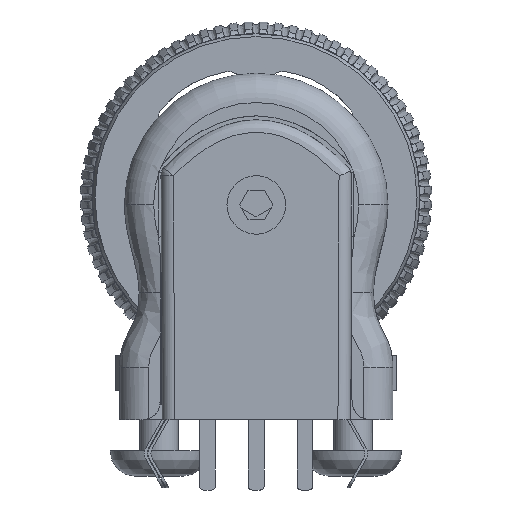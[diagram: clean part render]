
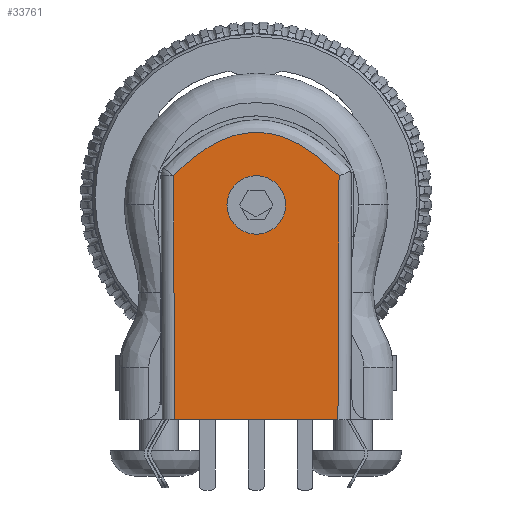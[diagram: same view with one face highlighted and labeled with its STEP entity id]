
A CAD part, left-side view. The second image highlights one B-rep face of the part: STEP entity #33761.
In plain terms, the highlighted planar face has unit normal (-1, 0, 0).
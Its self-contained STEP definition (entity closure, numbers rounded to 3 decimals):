
#33045=CARTESIAN_POINT('',(-8.983,-4.011,0.));
#33046=VERTEX_POINT('',#33045);
#33054=CARTESIAN_POINT('',(-8.983,4.357,0.));
#33055=VERTEX_POINT('',#33054);
#33056=CARTESIAN_POINT('',(-8.983,-4.011,0.));
#33057=DIRECTION('',(-0.,1.,-0.));
#33058=VECTOR('',#33057,8.369);
#33059=LINE('',#33056,#33058);
#33060=EDGE_CURVE('',#33046,#33055,#33059,.T.);
#33638=CARTESIAN_POINT('',(-8.983,0.173,14.575));
#33639=DIRECTION('',(-1.,-0.,-0.));
#33640=DIRECTION('',(0.,-1.,0.));
#33641=AXIS2_PLACEMENT_3D('',#33638,#33639,#33640);
#33642=PLANE('',#33641);
#33643=CARTESIAN_POINT('',(-8.983,4.413,12.497));
#33644=VERTEX_POINT('',#33643);
#33645=CARTESIAN_POINT('',(-8.983,4.413,12.492));
#33646=VERTEX_POINT('',#33645);
#33647=CARTESIAN_POINT('',(-8.983,4.413,12.497));
#33648=CARTESIAN_POINT('',(-8.983,4.413,12.496));
#33649=CARTESIAN_POINT('',(-8.983,4.413,12.494));
#33650=CARTESIAN_POINT('',(-8.983,4.413,12.492));
#33651=B_SPLINE_CURVE_WITH_KNOTS('',3,(#33647,#33648,#33649,#33650),.UNSPECIFIED.,.F.,.F.,(4,4),(0.,0.),.UNSPECIFIED.);
#33652=EDGE_CURVE('',#33644,#33646,#33651,.T.);
#33653=ORIENTED_EDGE('',*,*,#33652,.T.);
#33654=CARTESIAN_POINT('',(-8.983,4.413,12.492));
#33655=DIRECTION('',(0.,-0.004,-1.));
#33656=VECTOR('',#33655,12.492);
#33657=LINE('',#33654,#33656);
#33658=EDGE_CURVE('',#33646,#33055,#33657,.T.);
#33659=ORIENTED_EDGE('',*,*,#33658,.T.);
#33660=ORIENTED_EDGE('',*,*,#33060,.F.);
#33661=CARTESIAN_POINT('',(-8.983,-4.067,12.498));
#33662=VERTEX_POINT('',#33661);
#33663=CARTESIAN_POINT('',(-8.983,-4.011,0.));
#33664=DIRECTION('',(0.,-0.004,1.));
#33665=VECTOR('',#33664,12.498);
#33666=LINE('',#33663,#33665);
#33667=EDGE_CURVE('',#33046,#33662,#33666,.T.);
#33668=ORIENTED_EDGE('',*,*,#33667,.T.);
#33669=CARTESIAN_POINT('',(-8.983,-4.067,12.498));
#33670=CARTESIAN_POINT('',(-8.983,-3.781,12.793));
#33671=CARTESIAN_POINT('',(-8.983,-3.48,13.075));
#33672=CARTESIAN_POINT('',(-8.983,-3.165,13.334));
#33673=CARTESIAN_POINT('',(-8.983,-2.849,13.594));
#33674=CARTESIAN_POINT('',(-8.983,-2.517,13.831));
#33675=CARTESIAN_POINT('',(-8.983,-2.163,14.038));
#33676=CARTESIAN_POINT('',(-8.983,-1.986,14.141));
#33677=CARTESIAN_POINT('',(-8.983,-1.802,14.237));
#33678=CARTESIAN_POINT('',(-8.983,-1.614,14.321));
#33679=CARTESIAN_POINT('',(-8.983,-1.426,14.405));
#33680=CARTESIAN_POINT('',(-8.983,-1.234,14.478));
#33681=CARTESIAN_POINT('',(-8.983,-1.038,14.538));
#33682=CARTESIAN_POINT('',(-8.983,-0.842,14.598));
#33683=CARTESIAN_POINT('',(-8.983,-0.64,14.645));
#33684=CARTESIAN_POINT('',(-8.983,-0.436,14.676));
#33685=CARTESIAN_POINT('',(-8.983,-0.232,14.707));
#33686=CARTESIAN_POINT('',(-8.983,-0.028,14.723));
#33687=CARTESIAN_POINT('',(-8.983,0.175,14.722));
#33688=CARTESIAN_POINT('',(-8.983,0.379,14.722));
#33689=CARTESIAN_POINT('',(-8.983,0.582,14.705));
#33690=CARTESIAN_POINT('',(-8.983,0.786,14.673));
#33691=CARTESIAN_POINT('',(-8.983,0.989,14.641));
#33692=CARTESIAN_POINT('',(-8.983,1.191,14.593));
#33693=CARTESIAN_POINT('',(-8.983,1.387,14.533));
#33694=CARTESIAN_POINT('',(-8.983,1.583,14.473));
#33695=CARTESIAN_POINT('',(-8.983,1.774,14.399));
#33696=CARTESIAN_POINT('',(-8.983,1.961,14.315));
#33697=CARTESIAN_POINT('',(-8.983,2.148,14.231));
#33698=CARTESIAN_POINT('',(-8.983,2.332,14.136));
#33699=CARTESIAN_POINT('',(-8.983,2.51,14.032));
#33700=CARTESIAN_POINT('',(-8.983,2.865,13.825));
#33701=CARTESIAN_POINT('',(-8.983,3.197,13.587));
#33702=CARTESIAN_POINT('',(-8.983,3.512,13.329));
#33703=CARTESIAN_POINT('',(-8.983,3.827,13.07));
#33704=CARTESIAN_POINT('',(-8.983,4.126,12.792));
#33705=CARTESIAN_POINT('',(-8.983,4.413,12.497));
#33706=B_SPLINE_CURVE_WITH_KNOTS('',3,(#33669,#33670,#33671,#33672,#33673,#33674,#33675,#33676,#33677,#33678,#33679,#33680,#33681,#33682,#33683,#33684,#33685,#33686,#33687,#33688,#33689,#33690,#33691,#33692,#33693,#33694,
#33695,#33696,#33697,#33698,#33699,#33700,#33701,#33702,#33703,#33704,#33705),.UNSPECIFIED.,.F.,.F.,(4,3,3,3,3,3,3,3,3,3,3,3,4),(0.,0.001,0.003,0.003,0.004,0.004,0.005,0.006,0.006,0.007,0.007,0.009,0.01),.UNSPECIFIED.);
#33707=EDGE_CURVE('',#33662,#33644,#33706,.T.);
#33708=ORIENTED_EDGE('',*,*,#33707,.T.);
#33709=EDGE_LOOP('',(#33653,#33659,#33660,#33668,#33708));
#33710=FACE_BOUND('',#33709,.T.);
#33711=CARTESIAN_POINT('',(-8.983,0.598,11.736));
#33712=VERTEX_POINT('',#33711);
#33713=CARTESIAN_POINT('',(-8.983,-0.252,11.736));
#33714=VERTEX_POINT('',#33713);
#33715=CARTESIAN_POINT('',(-8.983,0.598,11.736));
#33716=DIRECTION('',(0.,-1.,0.));
#33717=VECTOR('',#33716,0.85);
#33718=LINE('',#33715,#33717);
#33719=EDGE_CURVE('',#33712,#33714,#33718,.T.);
#33720=ORIENTED_EDGE('',*,*,#33719,.T.);
#33721=CARTESIAN_POINT('',(-8.983,-0.677,11.));
#33722=VERTEX_POINT('',#33721);
#33723=CARTESIAN_POINT('',(-8.983,-0.252,11.736));
#33724=DIRECTION('',(0.,-0.5,-0.866));
#33725=VECTOR('',#33724,0.85);
#33726=LINE('',#33723,#33725);
#33727=EDGE_CURVE('',#33714,#33722,#33726,.T.);
#33728=ORIENTED_EDGE('',*,*,#33727,.T.);
#33729=CARTESIAN_POINT('',(-8.983,-0.252,10.264));
#33730=VERTEX_POINT('',#33729);
#33731=CARTESIAN_POINT('',(-8.983,-0.677,11.));
#33732=DIRECTION('',(-0.,0.5,-0.866));
#33733=VECTOR('',#33732,0.85);
#33734=LINE('',#33731,#33733);
#33735=EDGE_CURVE('',#33722,#33730,#33734,.T.);
#33736=ORIENTED_EDGE('',*,*,#33735,.T.);
#33737=CARTESIAN_POINT('',(-8.983,0.598,10.264));
#33738=VERTEX_POINT('',#33737);
#33739=CARTESIAN_POINT('',(-8.983,-0.252,10.264));
#33740=DIRECTION('',(-0.,1.,-0.));
#33741=VECTOR('',#33740,0.85);
#33742=LINE('',#33739,#33741);
#33743=EDGE_CURVE('',#33730,#33738,#33742,.T.);
#33744=ORIENTED_EDGE('',*,*,#33743,.T.);
#33745=CARTESIAN_POINT('',(-8.983,1.023,11.));
#33746=VERTEX_POINT('',#33745);
#33747=CARTESIAN_POINT('',(-8.983,0.598,10.264));
#33748=DIRECTION('',(-0.,0.5,0.866));
#33749=VECTOR('',#33748,0.85);
#33750=LINE('',#33747,#33749);
#33751=EDGE_CURVE('',#33738,#33746,#33750,.T.);
#33752=ORIENTED_EDGE('',*,*,#33751,.T.);
#33753=CARTESIAN_POINT('',(-8.983,1.023,11.));
#33754=DIRECTION('',(0.,-0.5,0.866));
#33755=VECTOR('',#33754,0.85);
#33756=LINE('',#33753,#33755);
#33757=EDGE_CURVE('',#33746,#33712,#33756,.T.);
#33758=ORIENTED_EDGE('',*,*,#33757,.T.);
#33759=EDGE_LOOP('',(#33720,#33728,#33736,#33744,#33752,#33758));
#33760=FACE_BOUND('',#33759,.T.);
#33761=ADVANCED_FACE('',(#33710,#33760),#33642,.T.);
